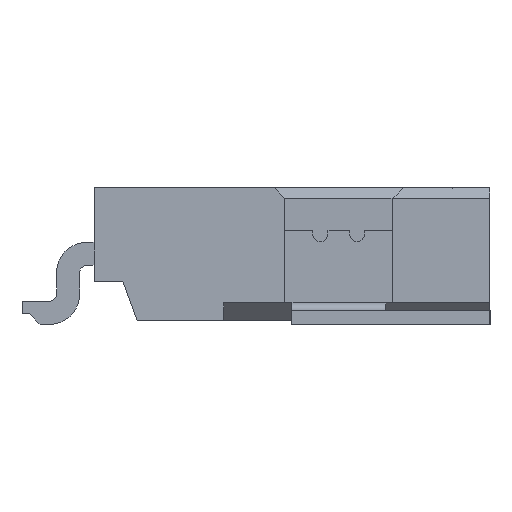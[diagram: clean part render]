
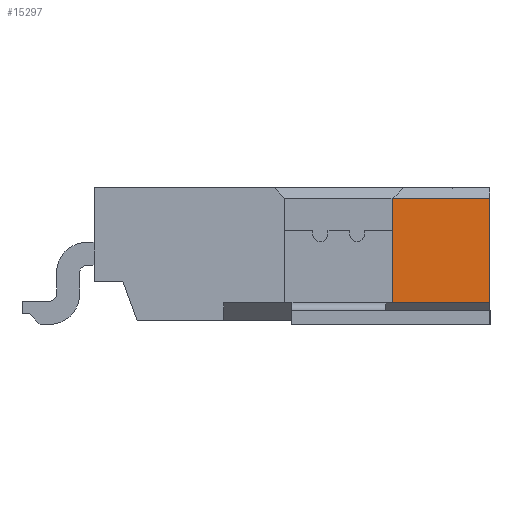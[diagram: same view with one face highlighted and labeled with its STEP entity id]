
A CAD part, left-side view. The second image highlights one B-rep face of the part: STEP entity #15297.
In plain terms, the highlighted planar face has unit normal (-1, 0, 0).
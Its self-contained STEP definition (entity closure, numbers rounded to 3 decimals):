
#13115 = PLANE('',#13116);
#13116 = AXIS2_PLACEMENT_3D('',#13117,#13118,#13119);
#13117 = CARTESIAN_POINT('',(-4.565,-0.925,2.75));
#13118 = DIRECTION('',(0.,0.,1.));
#13119 = DIRECTION('',(-1.,0.,0.));
#13559 = PLANE('',#13560);
#13560 = AXIS2_PLACEMENT_3D('',#13561,#13562,#13563);
#13561 = CARTESIAN_POINT('',(0.,-0.675,0.));
#13562 = DIRECTION('',(0.,-1.,0.));
#13563 = DIRECTION('',(1.,0.,0.));
#13650 = VERTEX_POINT('',#13651);
#13651 = CARTESIAN_POINT('',(-5.43,0.775,2.75));
#13665 = PLANE('',#13666);
#13666 = AXIS2_PLACEMENT_3D('',#13667,#13668,#13669);
#13667 = CARTESIAN_POINT('',(-5.355,0.85,2.075));
#13668 = DIRECTION('',(-0.707,0.707,0.));
#13669 = DIRECTION('',(-0.707,-0.707,0.));
#13677 = EDGE_CURVE('',#13650,#13678,#13680,.T.);
#13678 = VERTEX_POINT('',#13679);
#13679 = CARTESIAN_POINT('',(-5.43,-0.675,2.75));
#13680 = SURFACE_CURVE('',#13681,(#13685,#13692),.PCURVE_S1.);
#13681 = LINE('',#13682,#13683);
#13682 = CARTESIAN_POINT('',(-5.43,0.775,2.75));
#13683 = VECTOR('',#13684,1.);
#13684 = DIRECTION('',(0.,-1.,0.));
#13685 = PCURVE('',#13115,#13686);
#13686 = DEFINITIONAL_REPRESENTATION('',(#13687),#13691);
#13687 = LINE('',#13688,#13689);
#13688 = CARTESIAN_POINT('',(0.865,-1.7));
#13689 = VECTOR('',#13690,1.);
#13690 = DIRECTION('',(0.,1.));
#13691 = ( GEOMETRIC_REPRESENTATION_CONTEXT(2) 
PARAMETRIC_REPRESENTATION_CONTEXT() REPRESENTATION_CONTEXT('2D SPACE',''
  ) );
#13692 = PCURVE('',#13693,#13698);
#13693 = PLANE('',#13694);
#13694 = AXIS2_PLACEMENT_3D('',#13695,#13696,#13697);
#13695 = CARTESIAN_POINT('',(-5.43,-0.925,2.75));
#13696 = DIRECTION('',(-1.,0.,0.));
#13697 = DIRECTION('',(0.,0.,-1.));
#13698 = DEFINITIONAL_REPRESENTATION('',(#13699),#13703);
#13699 = LINE('',#13700,#13701);
#13700 = CARTESIAN_POINT('',(0.,-1.7));
#13701 = VECTOR('',#13702,1.);
#13702 = DIRECTION('',(0.,1.));
#13703 = ( GEOMETRIC_REPRESENTATION_CONTEXT(2) 
PARAMETRIC_REPRESENTATION_CONTEXT() REPRESENTATION_CONTEXT('2D SPACE',''
  ) );
#15297 = ADVANCED_FACE('',(#15298),#13693,.T.);
#15298 = FACE_BOUND('',#15299,.T.);
#15299 = EDGE_LOOP('',(#15300,#15301,#15324,#15352));
#15300 = ORIENTED_EDGE('',*,*,#13677,.F.);
#15301 = ORIENTED_EDGE('',*,*,#15302,.F.);
#15302 = EDGE_CURVE('',#15303,#13650,#15305,.T.);
#15303 = VERTEX_POINT('',#15304);
#15304 = CARTESIAN_POINT('',(-5.43,0.775,1.4));
#15305 = SURFACE_CURVE('',#15306,(#15310,#15317),.PCURVE_S1.);
#15306 = LINE('',#15307,#15308);
#15307 = CARTESIAN_POINT('',(-5.43,0.775,1.4));
#15308 = VECTOR('',#15309,1.);
#15309 = DIRECTION('',(0.,0.,1.));
#15310 = PCURVE('',#13693,#15311);
#15311 = DEFINITIONAL_REPRESENTATION('',(#15312),#15316);
#15312 = LINE('',#15313,#15314);
#15313 = CARTESIAN_POINT('',(1.35,-1.7));
#15314 = VECTOR('',#15315,1.);
#15315 = DIRECTION('',(-1.,0.));
#15316 = ( GEOMETRIC_REPRESENTATION_CONTEXT(2) 
PARAMETRIC_REPRESENTATION_CONTEXT() REPRESENTATION_CONTEXT('2D SPACE',''
  ) );
#15317 = PCURVE('',#13665,#15318);
#15318 = DEFINITIONAL_REPRESENTATION('',(#15319),#15323);
#15319 = LINE('',#15320,#15321);
#15320 = CARTESIAN_POINT('',(0.106,-0.675));
#15321 = VECTOR('',#15322,1.);
#15322 = DIRECTION('',(0.,1.));
#15323 = ( GEOMETRIC_REPRESENTATION_CONTEXT(2) 
PARAMETRIC_REPRESENTATION_CONTEXT() REPRESENTATION_CONTEXT('2D SPACE',''
  ) );
#15324 = ORIENTED_EDGE('',*,*,#15325,.T.);
#15325 = EDGE_CURVE('',#15303,#15326,#15328,.T.);
#15326 = VERTEX_POINT('',#15327);
#15327 = CARTESIAN_POINT('',(-5.43,-0.675,1.4));
#15328 = SURFACE_CURVE('',#15329,(#15333,#15340),.PCURVE_S1.);
#15329 = LINE('',#15330,#15331);
#15330 = CARTESIAN_POINT('',(-5.43,0.775,1.4));
#15331 = VECTOR('',#15332,1.);
#15332 = DIRECTION('',(0.,-1.,0.));
#15333 = PCURVE('',#13693,#15334);
#15334 = DEFINITIONAL_REPRESENTATION('',(#15335),#15339);
#15335 = LINE('',#15336,#15337);
#15336 = CARTESIAN_POINT('',(1.35,-1.7));
#15337 = VECTOR('',#15338,1.);
#15338 = DIRECTION('',(0.,1.));
#15339 = ( GEOMETRIC_REPRESENTATION_CONTEXT(2) 
PARAMETRIC_REPRESENTATION_CONTEXT() REPRESENTATION_CONTEXT('2D SPACE',''
  ) );
#15340 = PCURVE('',#15341,#15346);
#15341 = PLANE('',#15342);
#15342 = AXIS2_PLACEMENT_3D('',#15343,#15344,#15345);
#15343 = CARTESIAN_POINT('',(-5.43,-0.925,1.4));
#15344 = DIRECTION('',(0.,0.,-1.));
#15345 = DIRECTION('',(1.,0.,0.));
#15346 = DEFINITIONAL_REPRESENTATION('',(#15347),#15351);
#15347 = LINE('',#15348,#15349);
#15348 = CARTESIAN_POINT('',(0.,-1.7));
#15349 = VECTOR('',#15350,1.);
#15350 = DIRECTION('',(0.,1.));
#15351 = ( GEOMETRIC_REPRESENTATION_CONTEXT(2) 
PARAMETRIC_REPRESENTATION_CONTEXT() REPRESENTATION_CONTEXT('2D SPACE',''
  ) );
#15352 = ORIENTED_EDGE('',*,*,#15353,.F.);
#15353 = EDGE_CURVE('',#13678,#15326,#15354,.T.);
#15354 = SURFACE_CURVE('',#15355,(#15359,#15366),.PCURVE_S1.);
#15355 = LINE('',#15356,#15357);
#15356 = CARTESIAN_POINT('',(-5.43,-0.675,2.75));
#15357 = VECTOR('',#15358,1.);
#15358 = DIRECTION('',(0.,0.,-1.));
#15359 = PCURVE('',#13693,#15360);
#15360 = DEFINITIONAL_REPRESENTATION('',(#15361),#15365);
#15361 = LINE('',#15362,#15363);
#15362 = CARTESIAN_POINT('',(0.,-0.25));
#15363 = VECTOR('',#15364,1.);
#15364 = DIRECTION('',(1.,0.));
#15365 = ( GEOMETRIC_REPRESENTATION_CONTEXT(2) 
PARAMETRIC_REPRESENTATION_CONTEXT() REPRESENTATION_CONTEXT('2D SPACE',''
  ) );
#15366 = PCURVE('',#13559,#15367);
#15367 = DEFINITIONAL_REPRESENTATION('',(#15368),#15372);
#15368 = LINE('',#15369,#15370);
#15369 = CARTESIAN_POINT('',(-5.43,2.75));
#15370 = VECTOR('',#15371,1.);
#15371 = DIRECTION('',(0.,-1.));
#15372 = ( GEOMETRIC_REPRESENTATION_CONTEXT(2) 
PARAMETRIC_REPRESENTATION_CONTEXT() REPRESENTATION_CONTEXT('2D SPACE',''
  ) );
